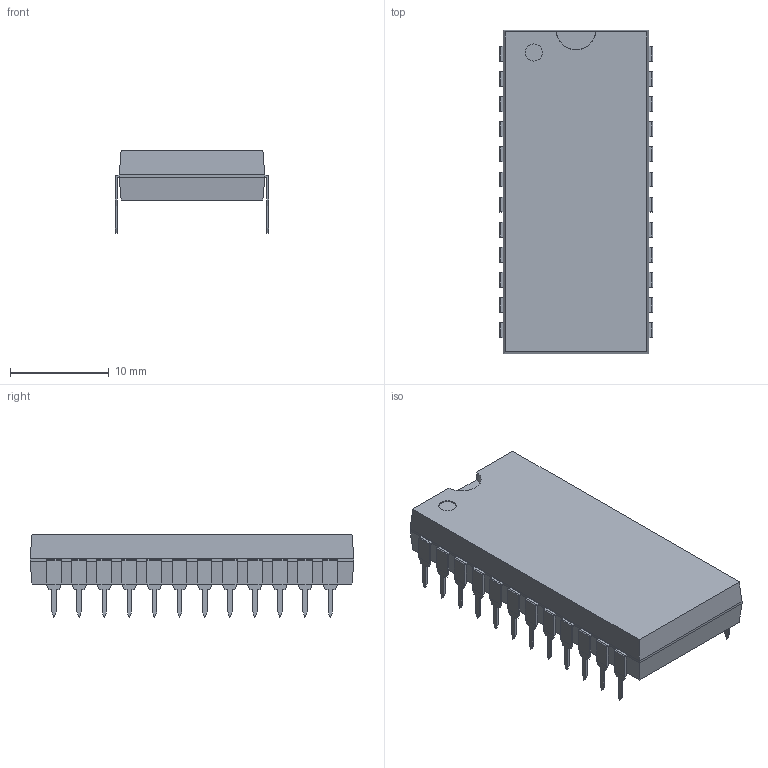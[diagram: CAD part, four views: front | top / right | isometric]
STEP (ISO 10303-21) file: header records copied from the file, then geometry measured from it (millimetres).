
FILE_DESCRIPTION(('FreeCAD Model'),'2;1');
FILE_NAME('dip24_6.stp', '2015-12-07T18:01:23',('Author'),(''), 'Open CASCADE STEP processor 6.7','FreeCAD','Unknown');
FILE_SCHEMA(('AUTOMOTIVE_DESIGN_CC2 { 1 2 10303 214 -1 1 5 4 }'));
Length unit declared in the file: millimetre
Products named in the file (4): ASSEMBLY; Pocket001; Array_(Mirror_#1); Array
Assembly tree (3 placements, depth 2):
  ASSEMBLY
    Pocket001
    Array_(Mirror_#1)
    Array
Bounding box: 15.49 x 32.77 x 8.38 mm (x, y, z)
Volume: 2391.1 mm3; surface area: 1752.8 mm2
Topology: 25 solids, 25 shells, 474 faces, 1165 edges, 742 vertices
Faces by surface type: plane 424, cylinder 50
Full cylindrical faces by diameter (mm): 1.741 x1
Entity records: 29308 total; most frequent: CARTESIAN_POINT 5033, DIRECTION 4499, LINE 3287, VECTOR 3287, ORIENTED_EDGE 2330, PCURVE 2330, DEFINITIONAL_REPRESENTATION 2330, EDGE_CURVE 1165
